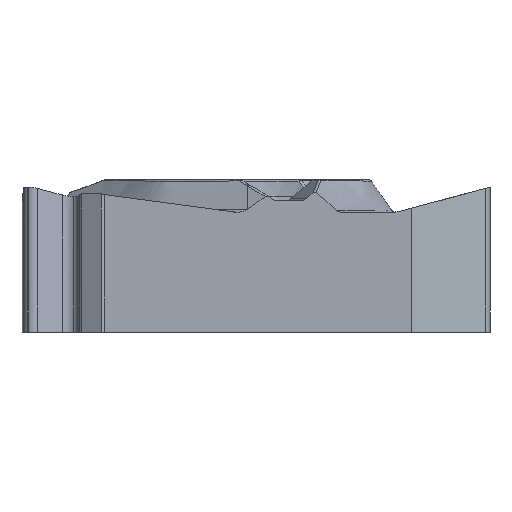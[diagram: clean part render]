
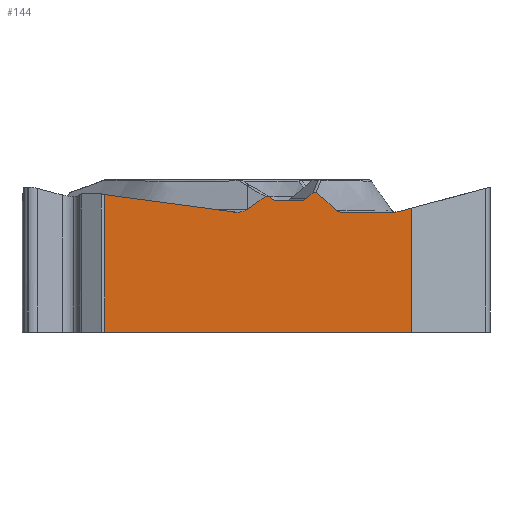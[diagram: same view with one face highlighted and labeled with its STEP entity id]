
A CAD part, left-side view. The second image highlights one B-rep face of the part: STEP entity #144.
In plain terms, the highlighted planar face has unit normal (-1, 0, 0).
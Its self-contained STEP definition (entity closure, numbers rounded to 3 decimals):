
#144=ADVANCED_FACE('',(#325),#284,.F.);
#284=PLANE('',#2370);
#325=FACE_OUTER_BOUND('',#460,.T.);
#460=EDGE_LOOP('',(#729,#730,#731,#732,#733,#734,#735,#736,#737,#738,#739,
#740,#741,#742,#743,#744,#745,#746,#747,#748));
#605=ELLIPSE('',#2366,0.309,0.3);
#606=ELLIPSE('',#2367,0.309,0.3);
#607=ELLIPSE('',#2368,0.149,0.1);
#608=ELLIPSE('',#2369,1.,0.5);
#641=CIRCLE('',#2365,0.5);
#729=ORIENTED_EDGE('',*,*,#1632,.T.);
#730=ORIENTED_EDGE('',*,*,#1633,.T.);
#731=ORIENTED_EDGE('',*,*,#1634,.T.);
#732=ORIENTED_EDGE('',*,*,#1635,.T.);
#733=ORIENTED_EDGE('',*,*,#1636,.T.);
#734=ORIENTED_EDGE('',*,*,#1637,.T.);
#735=ORIENTED_EDGE('',*,*,#1638,.F.);
#736=ORIENTED_EDGE('',*,*,#1639,.F.);
#737=ORIENTED_EDGE('',*,*,#1640,.T.);
#738=ORIENTED_EDGE('',*,*,#1641,.T.);
#739=ORIENTED_EDGE('',*,*,#1642,.T.);
#740=ORIENTED_EDGE('',*,*,#1643,.T.);
#741=ORIENTED_EDGE('',*,*,#1644,.T.);
#742=ORIENTED_EDGE('',*,*,#1645,.F.);
#743=ORIENTED_EDGE('',*,*,#1646,.T.);
#744=ORIENTED_EDGE('',*,*,#1647,.F.);
#745=ORIENTED_EDGE('',*,*,#1648,.T.);
#746=ORIENTED_EDGE('',*,*,#1649,.T.);
#747=ORIENTED_EDGE('',*,*,#1650,.T.);
#748=ORIENTED_EDGE('',*,*,#1651,.T.);
#1421=VERTEX_POINT('',#3571);
#1422=VERTEX_POINT('',#3572);
#1423=VERTEX_POINT('',#3574);
#1424=VERTEX_POINT('',#3576);
#1425=VERTEX_POINT('',#3578);
#1426=VERTEX_POINT('',#3580);
#1427=VERTEX_POINT('',#3591);
#1428=VERTEX_POINT('',#3599);
#1429=VERTEX_POINT('',#3613);
#1430=VERTEX_POINT('',#3615);
#1431=VERTEX_POINT('',#3617);
#1432=VERTEX_POINT('',#3619);
#1433=VERTEX_POINT('',#3621);
#1434=VERTEX_POINT('',#3623);
#1435=VERTEX_POINT('',#3625);
#1436=VERTEX_POINT('',#3627);
#1437=VERTEX_POINT('',#3632);
#1438=VERTEX_POINT('',#3643);
#1439=VERTEX_POINT('',#3645);
#1440=VERTEX_POINT('',#3647);
#1632=EDGE_CURVE('',#1421,#1422,#1978,.T.);
#1633=EDGE_CURVE('',#1422,#1423,#1979,.T.);
#1634=EDGE_CURVE('',#1423,#1424,#1980,.T.);
#1635=EDGE_CURVE('',#1424,#1425,#641,.T.);
#1636=EDGE_CURVE('',#1425,#1426,#1981,.T.);
#1637=EDGE_CURVE('',#1426,#1427,#2256,.T.);
#1638=EDGE_CURVE('',#1428,#1427,#2257,.T.);
#1639=EDGE_CURVE('',#1429,#1428,#2258,.T.);
#1640=EDGE_CURVE('',#1429,#1430,#1982,.T.);
#1641=EDGE_CURVE('',#1430,#1431,#605,.T.);
#1642=EDGE_CURVE('',#1431,#1432,#1983,.T.);
#1643=EDGE_CURVE('',#1432,#1433,#606,.T.);
#1644=EDGE_CURVE('',#1433,#1434,#1984,.T.);
#1645=EDGE_CURVE('',#1435,#1434,#607,.T.);
#1646=EDGE_CURVE('',#1435,#1436,#1985,.T.);
#1647=EDGE_CURVE('',#1437,#1436,#2259,.T.);
#1648=EDGE_CURVE('',#1437,#1438,#2260,.T.);
#1649=EDGE_CURVE('',#1438,#1439,#608,.T.);
#1650=EDGE_CURVE('',#1439,#1440,#1986,.T.);
#1651=EDGE_CURVE('',#1440,#1421,#1987,.T.);
#1978=LINE('',#3570,#2113);
#1979=LINE('',#3573,#2114);
#1980=LINE('',#3575,#2115);
#1981=LINE('',#3579,#2116);
#1982=LINE('',#3614,#2117);
#1983=LINE('',#3618,#2118);
#1984=LINE('',#3622,#2119);
#1985=LINE('',#3626,#2120);
#1986=LINE('',#3646,#2121);
#1987=LINE('',#3648,#2122);
#2113=VECTOR('',#2596,1.);
#2114=VECTOR('',#2597,1.);
#2115=VECTOR('',#2598,1.);
#2116=VECTOR('',#2601,1.);
#2117=VECTOR('',#2602,1.);
#2118=VECTOR('',#2605,1.);
#2119=VECTOR('',#2608,1.);
#2120=VECTOR('',#2611,1.);
#2121=VECTOR('',#2614,1.);
#2122=VECTOR('',#2615,1.);
#2256=B_SPLINE_CURVE_WITH_KNOTS('',3,(#3581,#3582,#3583,#3584,#3585,#3586,
#3587,#3588,#3589,#3590),.UNSPECIFIED.,.F.,.F.,(4,3,3,4),(0.,0.468,
0.914,1.),.UNSPECIFIED.);
#2257=B_SPLINE_CURVE_WITH_KNOTS('',3,(#3592,#3593,#3594,#3595,#3596,#3597,
#3598),.UNSPECIFIED.,.F.,.F.,(4,3,4),(0.,0.411,1.),
 .UNSPECIFIED.);
#2258=B_SPLINE_CURVE_WITH_KNOTS('',3,(#3600,#3601,#3602,#3603,#3604,#3605,
#3606,#3607,#3608,#3609,#3610,#3611,#3612),.UNSPECIFIED.,.F.,.F.,(4,3,3,
3,4),(0.,0.265,0.53,0.788,1.),
 .UNSPECIFIED.);
#2259=B_SPLINE_CURVE_WITH_KNOTS('',3,(#3628,#3629,#3630,#3631),
 .UNSPECIFIED.,.F.,.F.,(4,4),(0.,1.),.UNSPECIFIED.);
#2260=B_SPLINE_CURVE_WITH_KNOTS('',3,(#3633,#3634,#3635,#3636,#3637,#3638,
#3639,#3640,#3641,#3642),.UNSPECIFIED.,.F.,.F.,(4,3,3,4),(0.,0.331,
0.914,1.),.UNSPECIFIED.);
#2365=AXIS2_PLACEMENT_3D('',#3577,#2599,#2600);
#2366=AXIS2_PLACEMENT_3D('',#3616,#2603,#2604);
#2367=AXIS2_PLACEMENT_3D('',#3620,#2606,#2607);
#2368=AXIS2_PLACEMENT_3D('',#3624,#2609,#2610);
#2369=AXIS2_PLACEMENT_3D('',#3644,#2612,#2613);
#2370=AXIS2_PLACEMENT_3D('',#3649,#2616,#2617);
#2596=DIRECTION('',(0.,-1.,0.));
#2597=DIRECTION('',(0.,0.,1.));
#2598=DIRECTION('',(0.,0.966,-0.259));
#2599=DIRECTION('',(1.,0.,0.));
#2600=DIRECTION('',(0.,1.,0.));
#2601=DIRECTION('',(0.,1.,0.));
#2602=DIRECTION('',(0.,0.775,-0.631));
#2603=DIRECTION('',(1.,0.,0.));
#2604=DIRECTION('',(0.,1.,0.));
#2605=DIRECTION('',(0.,1.,0.));
#2606=DIRECTION('',(1.,0.,0.));
#2607=DIRECTION('',(0.,1.,0.));
#2608=DIRECTION('',(0.,0.775,0.631));
#2609=DIRECTION('',(1.,0.,0.));
#2610=DIRECTION('',(0.,-0.858,-0.514));
#2611=DIRECTION('',(0.,0.814,-0.581));
#2612=DIRECTION('',(1.,0.,0.));
#2613=DIRECTION('',(0.,1.,0.));
#2614=DIRECTION('',(0.,0.991,0.133));
#2615=DIRECTION('',(0.,0.,-1.));
#2616=DIRECTION('',(1.,0.,0.));
#2617=DIRECTION('',(0.,1.,0.));
#3570=CARTESIAN_POINT('',(-6.35,5.476,-5.56));
#3571=CARTESIAN_POINT('',(-6.35,5.476,-5.56));
#3572=CARTESIAN_POINT('',(-6.35,-6.297,-5.56));
#3573=CARTESIAN_POINT('',(-6.35,-6.297,25.));
#3574=CARTESIAN_POINT('',(-6.35,-6.297,-0.805));
#3575=CARTESIAN_POINT('',(-6.35,-6.873,-0.65));
#3576=CARTESIAN_POINT('',(-6.35,-5.781,-0.943));
#3577=CARTESIAN_POINT('',(-6.35,-5.651,-0.46));
#3578=CARTESIAN_POINT('',(-6.35,-5.651,-0.96));
#3579=CARTESIAN_POINT('',(-6.35,0.,-0.96));
#3580=CARTESIAN_POINT('',(-6.35,-3.587,-0.96));
#3581=CARTESIAN_POINT('',(-6.35,-3.587,-0.96));
#3582=CARTESIAN_POINT('',(-6.35,-3.56,-0.96));
#3583=CARTESIAN_POINT('',(-6.35,-3.531,-0.955));
#3584=CARTESIAN_POINT('',(-6.35,-3.505,-0.945));
#3585=CARTESIAN_POINT('',(-6.35,-3.48,-0.936));
#3586=CARTESIAN_POINT('',(-6.35,-3.457,-0.922));
#3587=CARTESIAN_POINT('',(-6.35,-3.436,-0.905));
#3588=CARTESIAN_POINT('',(-6.35,-3.433,-0.902));
#3589=CARTESIAN_POINT('',(-6.35,-3.429,-0.898));
#3590=CARTESIAN_POINT('',(-6.35,-3.425,-0.894));
#3591=CARTESIAN_POINT('',(-6.35,-3.425,-0.894));
#3592=CARTESIAN_POINT('',(-6.35,-2.636,-0.216));
#3593=CARTESIAN_POINT('',(-6.35,-2.751,-0.3));
#3594=CARTESIAN_POINT('',(-6.35,-2.863,-0.388));
#3595=CARTESIAN_POINT('',(-6.35,-2.972,-0.48));
#3596=CARTESIAN_POINT('',(-6.35,-3.129,-0.611));
#3597=CARTESIAN_POINT('',(-6.35,-3.28,-0.75));
#3598=CARTESIAN_POINT('',(-6.35,-3.425,-0.894));
#3599=CARTESIAN_POINT('',(-6.35,-2.636,-0.216));
#3600=CARTESIAN_POINT('',(-6.35,-2.515,-0.22));
#3601=CARTESIAN_POINT('',(-6.35,-2.524,-0.213));
#3602=CARTESIAN_POINT('',(-6.35,-2.534,-0.207));
#3603=CARTESIAN_POINT('',(-6.35,-2.545,-0.203));
#3604=CARTESIAN_POINT('',(-6.35,-2.556,-0.199));
#3605=CARTESIAN_POINT('',(-6.35,-2.567,-0.197));
#3606=CARTESIAN_POINT('',(-6.35,-2.579,-0.197));
#3607=CARTESIAN_POINT('',(-6.35,-2.59,-0.197));
#3608=CARTESIAN_POINT('',(-6.35,-2.601,-0.199));
#3609=CARTESIAN_POINT('',(-6.35,-2.611,-0.203));
#3610=CARTESIAN_POINT('',(-6.35,-2.62,-0.206));
#3611=CARTESIAN_POINT('',(-6.35,-2.628,-0.21));
#3612=CARTESIAN_POINT('',(-6.35,-2.636,-0.216));
#3613=CARTESIAN_POINT('',(-6.35,-2.515,-0.22));
#3614=CARTESIAN_POINT('',(-6.35,-13.351,8.602));
#3615=CARTESIAN_POINT('',(-6.35,-2.233,-0.45));
#3616=CARTESIAN_POINT('',(-6.35,-2.034,-0.22));
#3617=CARTESIAN_POINT('',(-6.35,-2.034,-0.52));
#3618=CARTESIAN_POINT('',(-6.35,0.,-0.52));
#3619=CARTESIAN_POINT('',(-6.35,-1.132,-0.52));
#3620=CARTESIAN_POINT('',(-6.35,-1.132,-0.22));
#3621=CARTESIAN_POINT('',(-6.35,-0.934,-0.45));
#3622=CARTESIAN_POINT('',(-6.35,12.088,10.152));
#3623=CARTESIAN_POINT('',(-6.35,-0.863,-0.392));
#3624=CARTESIAN_POINT('',(-6.35,-0.786,-0.46));
#3625=CARTESIAN_POINT('',(-6.35,-0.678,-0.363));
#3626=CARTESIAN_POINT('',(-6.35,-12.224,7.882));
#3627=CARTESIAN_POINT('',(-6.35,0.,-0.847));
#3628=CARTESIAN_POINT('',(-6.35,0.033,-0.871));
#3629=CARTESIAN_POINT('',(-6.35,0.022,-0.863));
#3630=CARTESIAN_POINT('',(-6.35,0.011,-0.855));
#3631=CARTESIAN_POINT('',(-6.35,0.,-0.847));
#3632=CARTESIAN_POINT('',(-6.35,0.033,-0.871));
#3633=CARTESIAN_POINT('',(-6.35,0.033,-0.871));
#3634=CARTESIAN_POINT('',(-6.35,0.069,-0.896));
#3635=CARTESIAN_POINT('',(-6.35,0.11,-0.914));
#3636=CARTESIAN_POINT('',(-6.35,0.151,-0.927));
#3637=CARTESIAN_POINT('',(-6.35,0.225,-0.95));
#3638=CARTESIAN_POINT('',(-6.35,0.303,-0.959));
#3639=CARTESIAN_POINT('',(-6.35,0.38,-0.958));
#3640=CARTESIAN_POINT('',(-6.35,0.391,-0.958));
#3641=CARTESIAN_POINT('',(-6.35,0.402,-0.958));
#3642=CARTESIAN_POINT('',(-6.35,0.414,-0.957));
#3643=CARTESIAN_POINT('',(-6.35,0.414,-0.957));
#3644=CARTESIAN_POINT('',(-6.35,0.304,-0.46));
#3645=CARTESIAN_POINT('',(-6.35,0.563,-0.943));
#3646=CARTESIAN_POINT('',(-6.35,8.803,0.161));
#3647=CARTESIAN_POINT('',(-6.35,5.476,-0.285));
#3648=CARTESIAN_POINT('',(-6.35,5.476,25.));
#3649=CARTESIAN_POINT('',(-6.35,5.476,25.));
